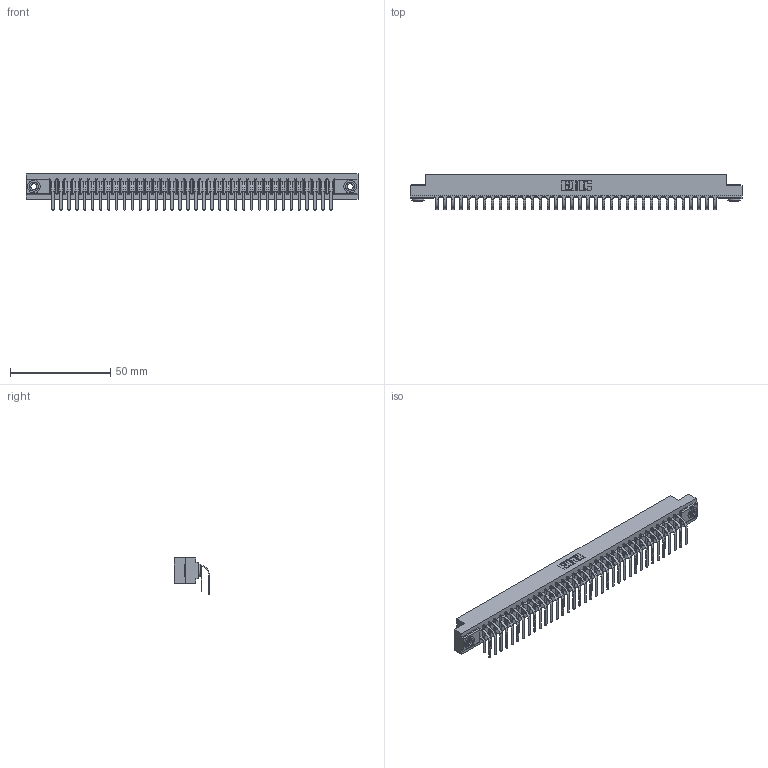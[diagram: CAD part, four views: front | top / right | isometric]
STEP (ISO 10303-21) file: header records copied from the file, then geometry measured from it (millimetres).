
FILE_DESCRIPTION (( 'STEP AP203' ), '1' );
FILE_NAME ('307-072-559-203.STEP', '2022-07-08T18:31:50', ( '' ), ( '' ), 'SwSTEP 2.0', 'SolidWorks 2020', '' );
FILE_SCHEMA (( 'CONFIG_CONTROL_DESIGN' ));
Length unit declared in the file: inch
Products named in the file (5): 345-250-002_345-250-002-102; 307-072-559-203; 307 Part_.156 Dia Mounting Holes; 307-290-001_558 559 - 1 (Single); 307-290-001_559 - 2 (Single)
Assembly tree (75 placements, depth 2):
  307-072-559-203
    307 Part_.156 Dia Mounting Holes
    307-290-001_558 559 - 1 (Single)  x36
    307-290-001_559 - 2 (Single)  x36
    345-250-002_345-250-002-102  x2
Bounding box: 165.66 x 17.51 x 18.07 mm (x, y, z)
Volume: 17845.5 mm3; surface area: 23507.1 mm2
Topology: 75 solids, 75 shells, 3807 faces, 10659 edges, 6906 vertices
Faces by surface type: plane 2470, cylinder 1255, sphere 74, cone 8
Entity records: 35266 total; most frequent: CARTESIAN_POINT 5755, ORIENTED_EDGE 5694, DIRECTION 5653, EDGE_CURVE 2847, LINE 2173, VECTOR 2173, VERTEX_POINT 1842, AXIS2_PLACEMENT_3D 1740
